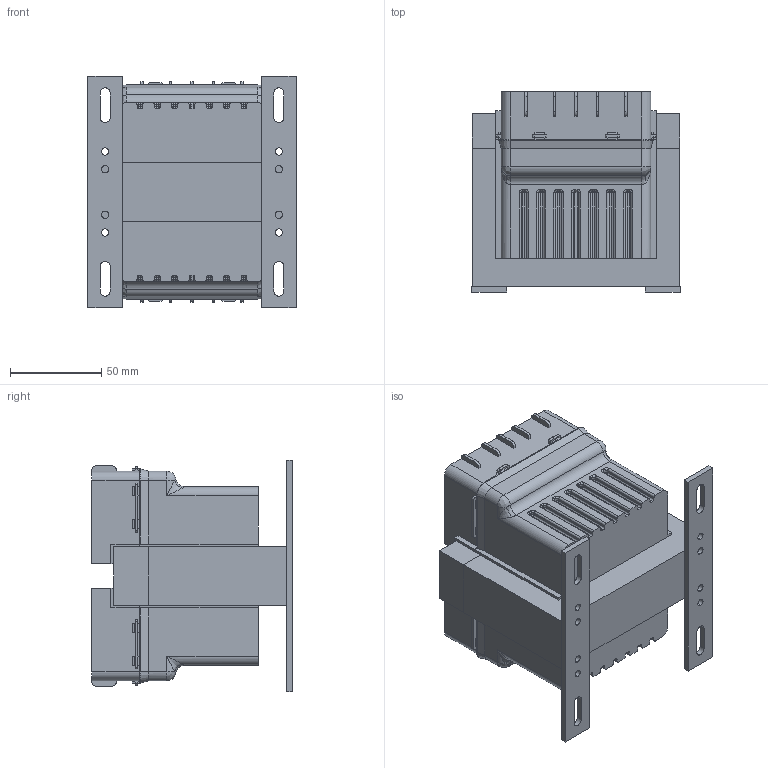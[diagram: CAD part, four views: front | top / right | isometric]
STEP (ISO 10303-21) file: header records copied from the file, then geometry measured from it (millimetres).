
FILE_DESCRIPTION (( 'STEP AP214' ), '1' );
FILE_NAME ('PH250MGJ.step', '2017-08-15T17:49:01', ( '' ), ( '' ), 'SwSTEP 2.0', 'SolidWorks 2017', '' );
FILE_SCHEMA (( 'AUTOMOTIVE_DESIGN' ));
Length unit declared in the file: inch
Products named in the file (1): PH250MGJ
Bounding box: 114.3 x 110 x 127 mm (x, y, z)
Volume: 955244.8 mm3; surface area: 134097.8 mm2
Topology: 8 solids, 8 shells, 654 faces, 1730 edges, 1064 vertices
Faces by surface type: plane 382, cylinder 194, bspline 74, cone 4
Entity records: 21653 total; most frequent: CARTESIAN_POINT 5769, ORIENTED_EDGE 3388, DIRECTION 3092, EDGE_CURVE 1694, LINE 1234, VECTOR 1234, VERTEX_POINT 1064, AXIS2_PLACEMENT_3D 929
